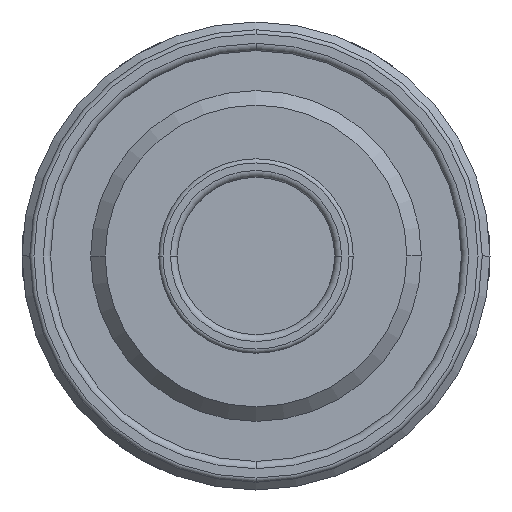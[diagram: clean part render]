
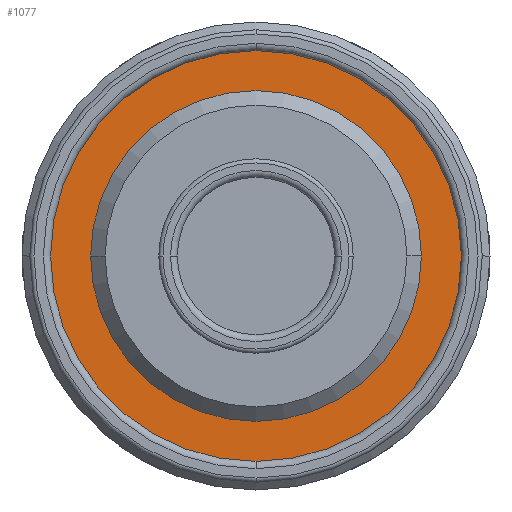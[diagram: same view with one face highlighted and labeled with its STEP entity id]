
A CAD part, front view. The second image highlights one B-rep face of the part: STEP entity #1077.
In plain terms, the highlighted planar face has unit normal (0, -1, 0).
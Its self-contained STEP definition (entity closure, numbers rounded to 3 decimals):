
#685=PLANE('',#2742);
#720=FACE_BOUND('',#1337,.T.);
#721=FACE_BOUND('',#1338,.T.);
#1077=ADVANCED_FACE('',(#720,#721),#685,.T.);
#1337=EDGE_LOOP('',(#1623,#1624));
#1338=EDGE_LOOP('',(#1625,#1626));
#1623=ORIENTED_EDGE('',*,*,#2233,.T.);
#1624=ORIENTED_EDGE('',*,*,#2328,.T.);
#1625=ORIENTED_EDGE('',*,*,#2329,.F.);
#1626=ORIENTED_EDGE('',*,*,#2229,.F.);
#2045=VERTEX_POINT('',#3687);
#2046=VERTEX_POINT('',#3689);
#2049=VERTEX_POINT('',#3696);
#2050=VERTEX_POINT('',#3698);
#2229=EDGE_CURVE('',#2045,#2046,#2508,.T.);
#2233=EDGE_CURVE('',#2050,#2049,#2510,.T.);
#2328=EDGE_CURVE('',#2049,#2050,#2544,.T.);
#2329=EDGE_CURVE('',#2046,#2045,#2545,.T.);
#2508=CIRCLE('',#2677,15.9);
#2510=CIRCLE('',#2680,21.6);
#2544=CIRCLE('',#2739,21.6);
#2545=CIRCLE('',#2741,15.9);
#2677=AXIS2_PLACEMENT_3D('',#3688,#3010,#3011);
#2680=AXIS2_PLACEMENT_3D('',#3697,#3018,#3019);
#2739=AXIS2_PLACEMENT_3D('',#3952,#3173,#3174);
#2741=AXIS2_PLACEMENT_3D('',#3954,#3177,#3178);
#2742=AXIS2_PLACEMENT_3D('',#3955,#3179,#3180);
#3010=DIRECTION('',(0.,-1.,0.));
#3011=DIRECTION('',(1.,0.,0.));
#3018=DIRECTION('',(0.,-1.,0.));
#3019=DIRECTION('',(1.,0.,0.));
#3173=DIRECTION('',(0.,-1.,0.));
#3174=DIRECTION('',(1.,0.,0.));
#3177=DIRECTION('',(0.,-1.,0.));
#3178=DIRECTION('',(1.,0.,0.));
#3179=DIRECTION('',(0.,-1.,0.));
#3180=DIRECTION('',(1.,0.,0.));
#3687=CARTESIAN_POINT('',(15.9,-69.6,0.));
#3688=CARTESIAN_POINT('',(0.,-69.6,0.));
#3689=CARTESIAN_POINT('',(-15.9,-69.6,0.));
#3696=CARTESIAN_POINT('',(-21.6,-69.6,0.));
#3697=CARTESIAN_POINT('',(0.,-69.6,0.));
#3698=CARTESIAN_POINT('',(21.6,-69.6,0.));
#3952=CARTESIAN_POINT('',(0.,-69.6,0.));
#3954=CARTESIAN_POINT('',(0.,-69.6,0.));
#3955=CARTESIAN_POINT('',(21.6,-69.6,0.));
